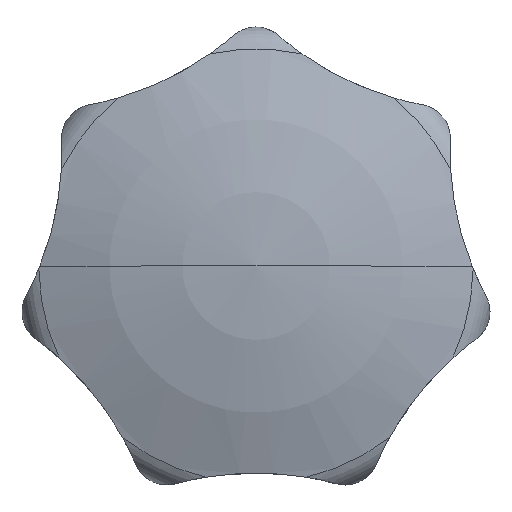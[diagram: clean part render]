
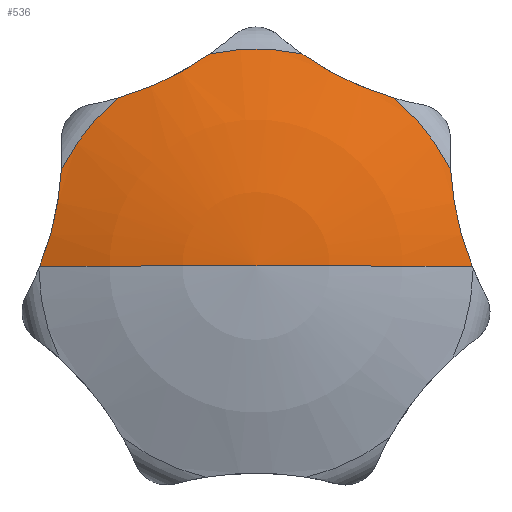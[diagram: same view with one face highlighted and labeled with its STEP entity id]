
A CAD part, top view. The second image highlights one B-rep face of the part: STEP entity #536.
In plain terms, the highlighted spherical face has radius 80 mm.
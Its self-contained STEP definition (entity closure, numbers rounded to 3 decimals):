
#262=EDGE_CURVE('',#442,#692,#754,.T.);
#338=VERTEX_POINT('',#838);
#414=VERTEX_POINT('',#922);
#442=VERTEX_POINT('',#950);
#518=EDGE_CURVE('',#576,#442,#1030,.T.);
#536=ADVANCED_FACE('',(#1049),#1050,.T.);
#564=EDGE_CURVE('',#642,#576,#1080,.T.);
#576=VERTEX_POINT('',#1092);
#592=EDGE_CURVE('',#664,#642,#1108,.T.);
#642=VERTEX_POINT('',#1167);
#656=EDGE_CURVE('',#698,#664,#1183,.T.);
#658=EDGE_CURVE('',#720,#698,#1185,.T.);
#664=VERTEX_POINT('',#1192);
#692=VERTEX_POINT('',#1225);
#698=VERTEX_POINT('',#1231);
#706=EDGE_CURVE('',#692,#414,#1239,.T.);
#708=EDGE_CURVE('',#338,#720,#1241,.T.);
#720=VERTEX_POINT('',#1256);
#728=EDGE_CURVE('',#414,#338,#1264,.T.);
#754=CIRCLE('',#1281,80.);
#838=CARTESIAN_POINT('',(25.634,12.703,34.71));
#922=CARTESIAN_POINT('',(28.475,0.,34.761));
#950=CARTESIAN_POINT('',(-28.475,0.,34.761));
#1030=B_SPLINE_CURVE_WITH_KNOTS('',3,(#1884,#1885,#1886,#1887,#1888,#1889,#1890,#1891,#1892,#1893,#1894,#1895,#1896,#1897),.UNSPECIFIED.,.F.,.F.,(4,2,2,2,2,2,4),(58.104,58.509,61.589,64.669,67.75,70.83,71.234),.UNSPECIFIED.);
#1049=FACE_OUTER_BOUND('',#1944,.T.);
#1050=SPHERICAL_SURFACE('',#1945,80.);
#1080=CIRCLE('',#2050,28.609);
#1092=CARTESIAN_POINT('',(-25.634,12.703,34.71));
#1108=B_SPLINE_CURVE_WITH_KNOTS('',3,(#2121,#2122,#2123,#2124,#2125,#2126,#2127,#2128,#2129,#2130,#2131,#2132,#2133,#2134),.UNSPECIFIED.,.F.,.F.,(4,2,2,2,2,2,4),(58.104,58.509,61.589,64.669,67.75,70.83,71.234),.UNSPECIFIED.);
#1167=CARTESIAN_POINT('',(-18.089,22.165,34.71));
#1183=CIRCLE('',#2286,28.609);
#1185=B_SPLINE_CURVE_WITH_KNOTS('',3,(#2289,#2290,#2291,#2292,#2293,#2294,#2295,#2296,#2297,#2298,#2299,#2300,#2301,#2302),.UNSPECIFIED.,.F.,.F.,(4,2,2,2,2,2,4),(58.104,58.509,61.589,64.669,67.75,70.83,71.234),.UNSPECIFIED.);
#1192=CARTESIAN_POINT('',(-6.051,27.962,34.71));
#1225=CARTESIAN_POINT('',(0.,0.,40.));
#1231=CARTESIAN_POINT('',(6.051,27.962,34.71));
#1239=CIRCLE('',#2412,80.);
#1241=CIRCLE('',#2415,28.609);
#1256=CARTESIAN_POINT('',(18.089,22.165,34.71));
#1264=B_SPLINE_CURVE_WITH_KNOTS('',3,(#2449,#2450,#2451,#2452,#2453,#2454,#2455,#2456,#2457,#2458,#2459,#2460,#2461,#2462),.UNSPECIFIED.,.F.,.F.,(4,2,2,2,2,2,4),(58.104,58.509,61.589,64.669,67.75,70.83,71.234),.UNSPECIFIED.);
#1281=AXIS2_PLACEMENT_3D('',#2478,#2479,#2480);
#1884=CARTESIAN_POINT('',(-25.634,12.703,34.71));
#1885=CARTESIAN_POINT('',(-25.642,12.564,34.73));
#1886=CARTESIAN_POINT('',(-25.651,12.425,34.751));
#1887=CARTESIAN_POINT('',(-25.731,11.226,34.92));
#1888=CARTESIAN_POINT('',(-25.845,10.171,35.031));
#1889=CARTESIAN_POINT('',(-26.151,8.091,35.178));
#1890=CARTESIAN_POINT('',(-26.345,7.066,35.214));
#1891=CARTESIAN_POINT('',(-26.802,5.064,35.214));
#1892=CARTESIAN_POINT('',(-27.072,4.057,35.178));
#1893=CARTESIAN_POINT('',(-27.698,2.05,35.031));
#1894=CARTESIAN_POINT('',(-28.054,1.05,34.92));
#1895=CARTESIAN_POINT('',(-28.501,-0.065,34.751));
#1896=CARTESIAN_POINT('',(-28.554,-0.194,34.73));
#1897=CARTESIAN_POINT('',(-28.607,-0.323,34.71));
#1944=EDGE_LOOP('',(#2730,#2731,#2732,#2733,#2734,#2735,#2736,#2737,#2738));
#1945=AXIS2_PLACEMENT_3D('',#2739,#2740,#2741);
#2050=AXIS2_PLACEMENT_3D('',#2762,#2763,#2764);
#2121=CARTESIAN_POINT('',(-6.051,27.962,34.71));
#2122=CARTESIAN_POINT('',(-6.165,27.881,34.73));
#2123=CARTESIAN_POINT('',(-6.279,27.801,34.751));
#2124=CARTESIAN_POINT('',(-7.267,27.117,34.92));
#2125=CARTESIAN_POINT('',(-8.162,26.548,35.031));
#2126=CARTESIAN_POINT('',(-9.979,25.491,35.178));
#2127=CARTESIAN_POINT('',(-10.901,25.003,35.214));
#2128=CARTESIAN_POINT('',(-12.751,24.112,35.214));
#2129=CARTESIAN_POINT('',(-13.708,23.695,35.178));
#2130=CARTESIAN_POINT('',(-15.667,22.934,35.031));
#2131=CARTESIAN_POINT('',(-16.67,22.588,34.92));
#2132=CARTESIAN_POINT('',(-17.821,22.243,34.751));
#2133=CARTESIAN_POINT('',(-17.955,22.203,34.73));
#2134=CARTESIAN_POINT('',(-18.089,22.165,34.71));
#2286=AXIS2_PLACEMENT_3D('',#2887,#2888,#2889);
#2289=CARTESIAN_POINT('',(18.089,22.165,34.71));
#2290=CARTESIAN_POINT('',(17.955,22.203,34.73));
#2291=CARTESIAN_POINT('',(17.821,22.243,34.751));
#2292=CARTESIAN_POINT('',(16.67,22.588,34.92));
#2293=CARTESIAN_POINT('',(15.667,22.934,35.031));
#2294=CARTESIAN_POINT('',(13.708,23.695,35.178));
#2295=CARTESIAN_POINT('',(12.751,24.112,35.214));
#2296=CARTESIAN_POINT('',(10.901,25.003,35.214));
#2297=CARTESIAN_POINT('',(9.979,25.491,35.178));
#2298=CARTESIAN_POINT('',(8.162,26.548,35.031));
#2299=CARTESIAN_POINT('',(7.267,27.117,34.92));
#2300=CARTESIAN_POINT('',(6.279,27.801,34.751));
#2301=CARTESIAN_POINT('',(6.165,27.881,34.73));
#2302=CARTESIAN_POINT('',(6.051,27.962,34.71));
#2412=AXIS2_PLACEMENT_3D('',#2949,#2950,#2951);
#2415=AXIS2_PLACEMENT_3D('',#2952,#2953,#2954);
#2449=CARTESIAN_POINT('',(28.607,-0.323,34.71));
#2450=CARTESIAN_POINT('',(28.554,-0.194,34.73));
#2451=CARTESIAN_POINT('',(28.501,-0.065,34.751));
#2452=CARTESIAN_POINT('',(28.054,1.05,34.92));
#2453=CARTESIAN_POINT('',(27.698,2.05,35.031));
#2454=CARTESIAN_POINT('',(27.072,4.057,35.178));
#2455=CARTESIAN_POINT('',(26.802,5.064,35.214));
#2456=CARTESIAN_POINT('',(26.345,7.066,35.214));
#2457=CARTESIAN_POINT('',(26.151,8.091,35.178));
#2458=CARTESIAN_POINT('',(25.845,10.171,35.031));
#2459=CARTESIAN_POINT('',(25.731,11.226,34.92));
#2460=CARTESIAN_POINT('',(25.651,12.425,34.751));
#2461=CARTESIAN_POINT('',(25.642,12.564,34.73));
#2462=CARTESIAN_POINT('',(25.634,12.703,34.71));
#2478=CARTESIAN_POINT('',(0.,0.,-40.));
#2479=DIRECTION('',(0.,1.0,0.));
#2480=DIRECTION('',(0.0,0.,-1.0));
#2730=ORIENTED_EDGE('',*,*,#262,.T.);
#2731=ORIENTED_EDGE('',*,*,#706,.T.);
#2732=ORIENTED_EDGE('',*,*,#728,.T.);
#2733=ORIENTED_EDGE('',*,*,#708,.T.);
#2734=ORIENTED_EDGE('',*,*,#658,.T.);
#2735=ORIENTED_EDGE('',*,*,#656,.T.);
#2736=ORIENTED_EDGE('',*,*,#592,.T.);
#2737=ORIENTED_EDGE('',*,*,#564,.T.);
#2738=ORIENTED_EDGE('',*,*,#518,.T.);
#2739=CARTESIAN_POINT('',(0.,0.,-40.));
#2740=DIRECTION('',(0.,0.,1.0));
#2741=DIRECTION('',(-1.0,0.,0.0));
#2762=CARTESIAN_POINT('',(0.,0.,34.71));
#2763=DIRECTION('',(0.,0.,1.0));
#2764=DIRECTION('',(1.0,0.,0.));
#2887=CARTESIAN_POINT('',(0.,0.,34.71));
#2888=DIRECTION('',(0.,0.,1.0));
#2889=DIRECTION('',(1.0,0.,0.));
#2949=CARTESIAN_POINT('',(0.,0.,-40.));
#2950=DIRECTION('',(0.,1.0,0.));
#2951=DIRECTION('',(0.0,0.,-1.0));
#2952=CARTESIAN_POINT('',(0.,0.,34.71));
#2953=DIRECTION('',(0.,0.,1.0));
#2954=DIRECTION('',(1.0,0.,0.));
